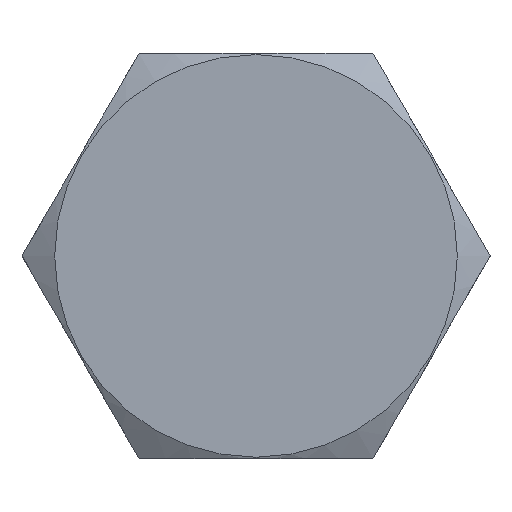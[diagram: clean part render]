
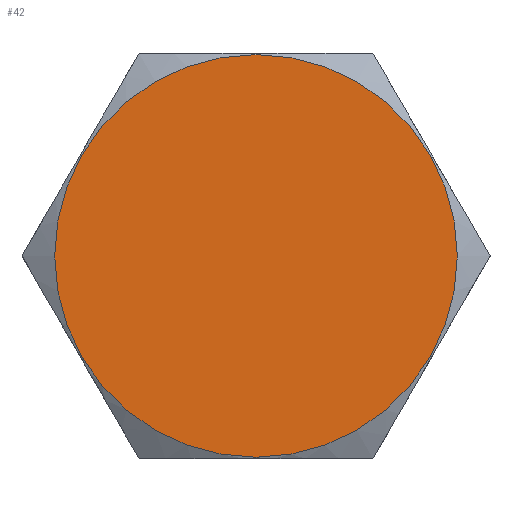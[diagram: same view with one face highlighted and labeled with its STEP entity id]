
A CAD part, top view. The second image highlights one B-rep face of the part: STEP entity #42.
In plain terms, the highlighted planar face has unit normal (0, 0, 1).
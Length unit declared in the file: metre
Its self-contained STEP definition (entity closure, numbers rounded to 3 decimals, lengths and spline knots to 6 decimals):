
#42 = ADVANCED_FACE( 'NONE', ( #93 ), #94, .T. );
#93 = FACE_OUTER_BOUND( '', #156, .T. );
#94 = PLANE( '', #157 );
#156 = EDGE_LOOP( '', ( #215 ) );
#157 = AXIS2_PLACEMENT_3D( '', #216, #217, #218 );
#215 = ORIENTED_EDGE( '', *, *, #328, .T. );
#216 = CARTESIAN_POINT( '', ( 0., 0., 0.0055 ) );
#217 = DIRECTION( '', ( 0., 0., 1. ) );
#218 = DIRECTION( '', ( 1., 0., 0. ) );
#328 = EDGE_CURVE( 'NONE', #372, #372, #373, .T. );
#372 = VERTEX_POINT( '', #434 );
#373 = CIRCLE( '', #435, 0.0149 );
#434 = CARTESIAN_POINT( '', ( 0.0149, 0., 0.0055 ) );
#435 = AXIS2_PLACEMENT_3D( '', #598, #599, #600 );
#598 = CARTESIAN_POINT( '', ( 0., 0., 0.0055 ) );
#599 = DIRECTION( '', ( 0., 0., 1. ) );
#600 = DIRECTION( '', ( 1., 0., 0. ) );
